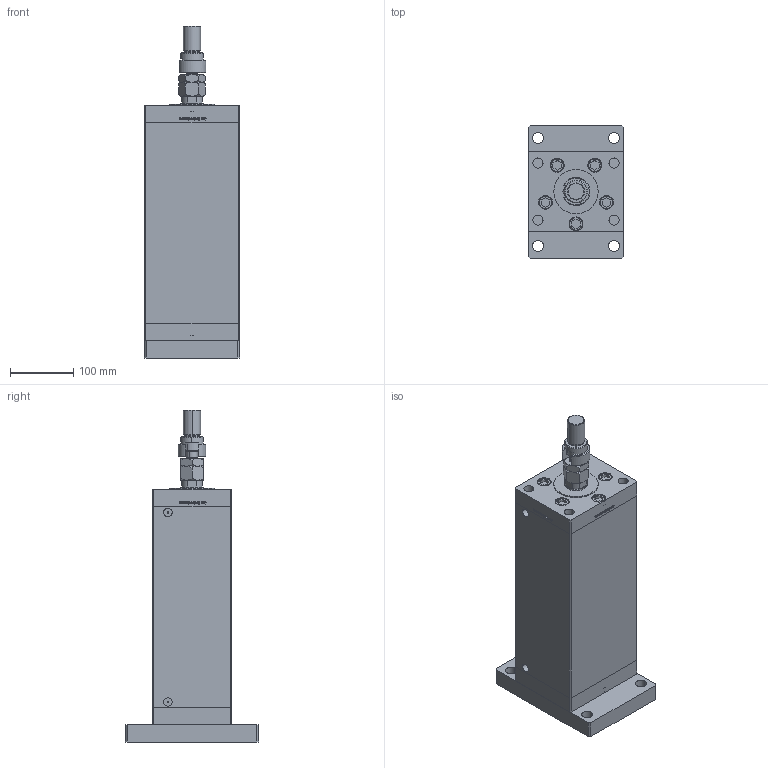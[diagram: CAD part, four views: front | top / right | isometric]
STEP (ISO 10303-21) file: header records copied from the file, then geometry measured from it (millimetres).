
FILE_DESCRIPTION (( 'STEP AP203' ), '1' );
FILE_NAME ('edad.STEP', '2022-04-15T04:22:57', ( '' ), ( '' ), 'SwSTEP 2.0', 'SolidWorks 2019', '' );
FILE_SCHEMA (( 'CONFIG_CONTROL_DESIGN' ));
Length unit declared in the file: millimetre
Products named in the file (10): V220C_G_MIDDLE 6ecaf915a570a93fa8991b61eba75028; edad; V220C BACK_G 6ecaf915a570a93fa8991b61eba75028; DFA 6ecaf915a570a93fa8991b61eba75028; V220C_F 6ecaf915a570a93fa8991b61eba75028; FEMALE_PART_FOR_DFA 6ecaf915a570a93fa8991b61eba75028; MFA 6ecaf915a570a93fa8991b61eba75028; V220C_VC_G 6ecaf915a570a93fa8991b61eba75028; V220C_FRONT_G 6ecaf915a570a93fa8991b61eba75028; ALLEN BOLT 6ecaf915a570a93fa8991b61eba75028
Assembly tree (22 placements, depth 3):
  edad
    V220C BACK_G 6ecaf915a570a93fa8991b61eba75028
    V220C_FRONT_G 6ecaf915a570a93fa8991b61eba75028
    V220C_G_MIDDLE 6ecaf915a570a93fa8991b61eba75028
    ALLEN BOLT 6ecaf915a570a93fa8991b61eba75028  x14
    V220C_F 6ecaf915a570a93fa8991b61eba75028
    V220C_VC_G 6ecaf915a570a93fa8991b61eba75028
    DFA 6ecaf915a570a93fa8991b61eba75028
      FEMALE_PART_FOR_DFA 6ecaf915a570a93fa8991b61eba75028
      MFA 6ecaf915a570a93fa8991b61eba75028
Bounding box: 150 x 210 x 523.5 mm (x, y, z)
Volume: 6615440.4 mm3; surface area: 629236.4 mm2
Topology: 21 solids, 21 shells, 1398 faces, 3431 edges, 2227 vertices
Faces by surface type: plane 546, bspline 484, cylinder 202, cone 102, torus 64
Entity records: 56599 total; most frequent: CARTESIAN_POINT 31242, ORIENTED_EDGE 5662, DIRECTION 3473, EDGE_CURVE 2831, VERTEX_POINT 1863, VECTOR 1429, LINE 1429, EDGE_LOOP 1302
